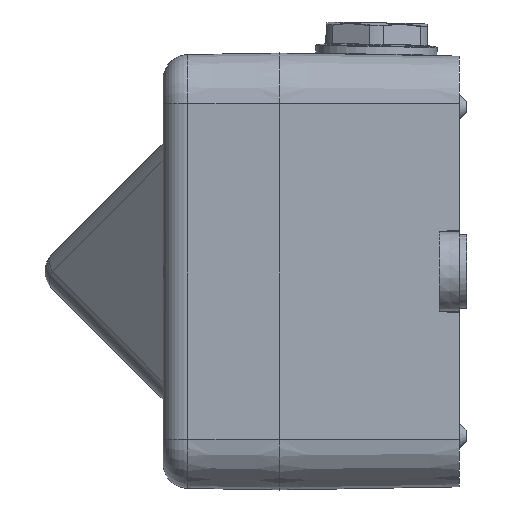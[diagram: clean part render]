
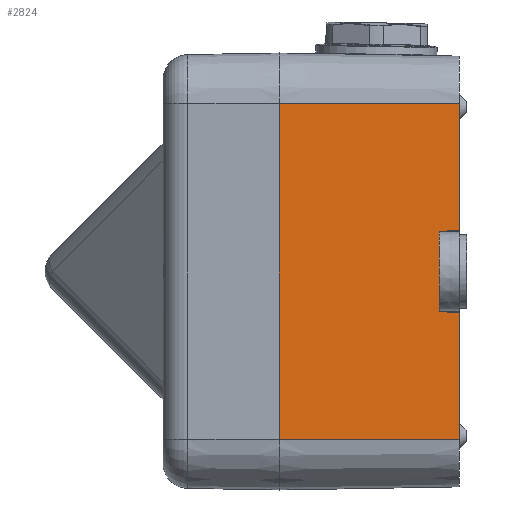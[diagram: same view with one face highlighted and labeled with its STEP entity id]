
A CAD part, left-side view. The second image highlights one B-rep face of the part: STEP entity #2824.
In plain terms, the highlighted face is planar.
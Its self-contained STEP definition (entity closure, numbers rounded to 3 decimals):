
#583 = CARTESIAN_POINT ( 'NONE',  ( 33.2, -43.2, 0. ) ) ;
#603 = ORIENTED_EDGE ( 'NONE', *, *, #12023, .T. ) ;
#924 = CARTESIAN_POINT ( 'NONE',  ( 33.2, -42.579, -35.6 ) ) ;
#1182 = VERTEX_POINT ( 'NONE', #9513 ) ;
#2234 = LINE ( 'NONE', #583, #6639 ) ;
#2591 = DIRECTION ( 'NONE',  ( 0., 0.017, -1. ) ) ;
#2824 = ADVANCED_FACE ( 'NONE', ( #4992 ), #11976, .T. ) ;
#2888 = CARTESIAN_POINT ( 'NONE',  ( -33.2, -42.579, -35.6 ) ) ;
#2890 = EDGE_LOOP ( 'NONE', ( #12931, #11426, #10543, #23435, #22945, #14529, #3709, #603 ) ) ;
#3519 = DIRECTION ( 'NONE',  ( 0.017, -0.017, 1. ) ) ;
#3709 = ORIENTED_EDGE ( 'NONE', *, *, #8579, .T. ) ;
#4451 = LINE ( 'NONE', #15194, #8867 ) ;
#4992 = FACE_OUTER_BOUND ( 'NONE', #2890, .T. ) ;
#5107 = CARTESIAN_POINT ( 'NONE',  ( -33.2, -42.579, -35.6 ) ) ;
#6063 = VERTEX_POINT ( 'NONE', #5107 ) ;
#6365 = VECTOR ( 'NONE', #13047, 1000. ) ;
#6406 = DIRECTION ( 'NONE',  ( 0., -0.017, 1. ) ) ;
#6639 = VECTOR ( 'NONE', #6406, 1000. ) ;
#7545 = CARTESIAN_POINT ( 'NONE',  ( 7.98, -42.648, -31.6 ) ) ;
#8032 = DIRECTION ( 'NONE',  ( 0.017, 0.017, -1. ) ) ;
#8257 = AXIS2_PLACEMENT_3D ( 'NONE', #11892, #13840, #2591 ) ;
#8415 = LINE ( 'NONE', #19299, #22874 ) ;
#8579 = EDGE_CURVE ( 'NONE', #6063, #10873, #19592, .T. ) ;
#8867 = VECTOR ( 'NONE', #17087, 1000. ) ;
#9513 = CARTESIAN_POINT ( 'NONE',  ( -7.98, -42.648, -31.6 ) ) ;
#9767 = EDGE_CURVE ( 'NONE', #1182, #21121, #11029, .T. ) ;
#10292 = VERTEX_POINT ( 'NONE', #924 ) ;
#10543 = ORIENTED_EDGE ( 'NONE', *, *, #16733, .T. ) ;
#10873 = VERTEX_POINT ( 'NONE', #21068 ) ;
#11029 = LINE ( 'NONE', #13161, #19255 ) ;
#11262 = VERTEX_POINT ( 'NONE', #16829 ) ;
#11426 = ORIENTED_EDGE ( 'NONE', *, *, #17510, .T. ) ;
#11640 = VERTEX_POINT ( 'NONE', #13703 ) ;
#11850 = VECTOR ( 'NONE', #3519, 1000. ) ;
#11892 = CARTESIAN_POINT ( 'NONE',  ( -33.2, -43.2, 0. ) ) ;
#11976 = PLANE ( 'NONE',  #8257 ) ;
#12023 = EDGE_CURVE ( 'NONE', #10873, #1182, #17428, .T. ) ;
#12592 = VECTOR ( 'NONE', #14142, 1000. ) ;
#12931 = ORIENTED_EDGE ( 'NONE', *, *, #9767, .T. ) ;
#13047 = DIRECTION ( 'NONE',  ( 1., 0., 0. ) ) ;
#13161 = CARTESIAN_POINT ( 'NONE',  ( -33.2, -42.648, -31.6 ) ) ;
#13395 = EDGE_CURVE ( 'NONE', #6063, #11640, #4451, .T. ) ;
#13703 = CARTESIAN_POINT ( 'NONE',  ( -33.2, -43.2, 0. ) ) ;
#13840 = DIRECTION ( 'NONE',  ( 0., -1., -0.017 ) ) ;
#14142 = DIRECTION ( 'NONE',  ( 1., 0., 0. ) ) ;
#14263 = CARTESIAN_POINT ( 'NONE',  ( -33.2, -42.579, -35.6 ) ) ;
#14529 = ORIENTED_EDGE ( 'NONE', *, *, #13395, .F. ) ;
#15194 = CARTESIAN_POINT ( 'NONE',  ( -33.2, -43.2, 0. ) ) ;
#15755 = VECTOR ( 'NONE', #23779, 1000. ) ;
#16641 = LINE ( 'NONE', #22485, #6365 ) ;
#16730 = VERTEX_POINT ( 'NONE', #21877 ) ;
#16733 = EDGE_CURVE ( 'NONE', #11262, #10292, #20773, .T. ) ;
#16829 = CARTESIAN_POINT ( 'NONE',  ( 8.05, -42.579, -35.6 ) ) ;
#17087 = DIRECTION ( 'NONE',  ( 0., -0.017, 1. ) ) ;
#17226 = EDGE_CURVE ( 'NONE', #11640, #16730, #16641, .T. ) ;
#17428 = LINE ( 'NONE', #22310, #11850 ) ;
#17510 = EDGE_CURVE ( 'NONE', #21121, #11262, #8415, .T. ) ;
#18838 = DIRECTION ( 'NONE',  ( 1., 0., 0. ) ) ;
#19255 = VECTOR ( 'NONE', #18838, 1000. ) ;
#19299 = CARTESIAN_POINT ( 'NONE',  ( 7.416, -43.212, 0.709 ) ) ;
#19592 = LINE ( 'NONE', #2888, #12592 ) ;
#19893 = EDGE_CURVE ( 'NONE', #10292, #16730, #2234, .T. ) ;
#20773 = LINE ( 'NONE', #14263, #15755 ) ;
#21068 = CARTESIAN_POINT ( 'NONE',  ( -8.05, -42.579, -35.6 ) ) ;
#21121 = VERTEX_POINT ( 'NONE', #7545 ) ;
#21877 = CARTESIAN_POINT ( 'NONE',  ( 33.2, -43.2, 0. ) ) ;
#22310 = CARTESIAN_POINT ( 'NONE',  ( -7.436, -43.192, -0.45 ) ) ;
#22485 = CARTESIAN_POINT ( 'NONE',  ( -33.2, -43.2, 0. ) ) ;
#22874 = VECTOR ( 'NONE', #8032, 1000. ) ;
#22945 = ORIENTED_EDGE ( 'NONE', *, *, #17226, .F. ) ;
#23435 = ORIENTED_EDGE ( 'NONE', *, *, #19893, .T. ) ;
#23779 = DIRECTION ( 'NONE',  ( 1., 0., 0. ) ) ;
